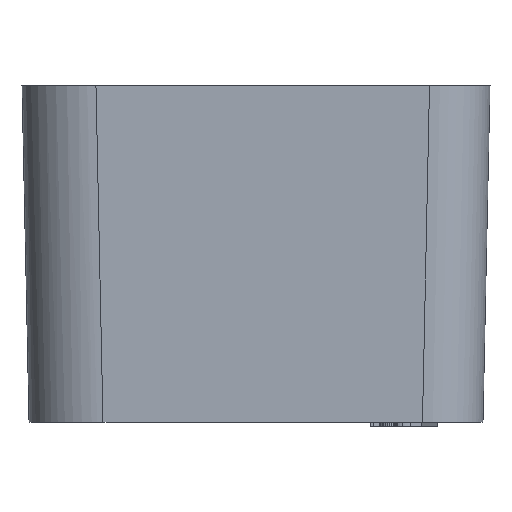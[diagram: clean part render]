
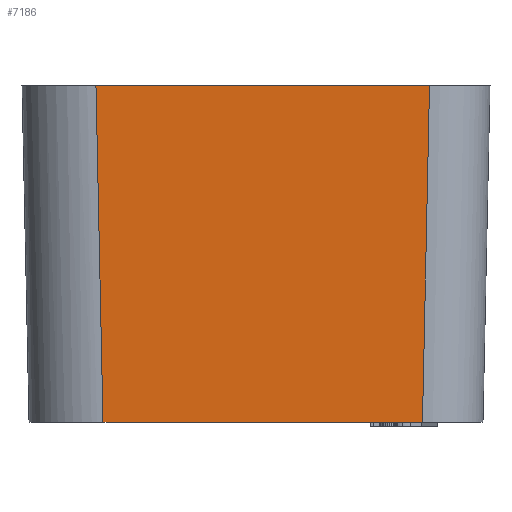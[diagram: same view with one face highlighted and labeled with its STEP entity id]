
A CAD part, left-side view. The second image highlights one B-rep face of the part: STEP entity #7186.
In plain terms, the highlighted planar face has unit normal (-1, 0, -0.021).
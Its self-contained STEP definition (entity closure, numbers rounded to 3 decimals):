
#208=CARTESIAN_POINT('',(-26.825,2.874,-25.));
#1554=DIRECTION('',(-0.021,-0.021,1.));
#1555=VECTOR('',#1554,25.011);
#1556=CARTESIAN_POINT('',(-26.825,2.874,-25.));
#1557=LINE('',#1556,#1555);
#1568=DIRECTION('',(0.,1.,0.));
#1569=VECTOR('',#1568,23.753);
#1570=CARTESIAN_POINT('',(-26.825,2.874,-25.));
#1571=LINE('',#1570,#1569);
#1572=DIRECTION('',(-0.021,0.021,1.));
#1573=VECTOR('',#1572,25.011);
#1574=CARTESIAN_POINT('',(-26.825,26.627,-25.));
#1575=LINE('',#1574,#1573);
#1576=DIRECTION('',(0.,1.,0.));
#1577=VECTOR('',#1576,24.8);
#1578=CARTESIAN_POINT('',(-27.349,2.35,0.));
#1579=LINE('',#1578,#1577);
#4910=CARTESIAN_POINT('',(-27.349,2.35,0.));
#4911=CARTESIAN_POINT('',(-27.349,27.15,0.));
#4912=VERTEX_POINT('',#4910);
#4913=VERTEX_POINT('',#4911);
#6226=VERTEX_POINT('',#208);
#6230=CARTESIAN_POINT('',(-26.825,26.627,-25.));
#6231=VERTEX_POINT('',#6230);
#7174=CARTESIAN_POINT('',(-27.349,0.,0.));
#7175=DIRECTION('',(-1.,0.,-0.021));
#7176=DIRECTION('',(0.,1.,0.));
#7177=AXIS2_PLACEMENT_3D('',#7174,#7175,#7176);
#7178=PLANE('',#7177);
#7179=ORIENTED_EDGE('',*,*,#7168,.F.);
#7180=ORIENTED_EDGE('',*,*,#6472,.T.);
#7182=ORIENTED_EDGE('',*,*,#7181,.T.);
#7183=ORIENTED_EDGE('',*,*,#6354,.F.);
#7184=EDGE_LOOP('',(#7179,#7180,#7182,#7183));
#7185=FACE_OUTER_BOUND('',#7184,.F.);
#7186=ADVANCED_FACE('',(#7185),#7178,.T.);
#6354=EDGE_CURVE('',#4912,#4913,#1579,.T.);
#6472=EDGE_CURVE('',#6226,#6231,#1571,.T.);
#7168=EDGE_CURVE('',#6226,#4912,#1557,.T.);
#7181=EDGE_CURVE('',#6231,#4913,#1575,.T.);
